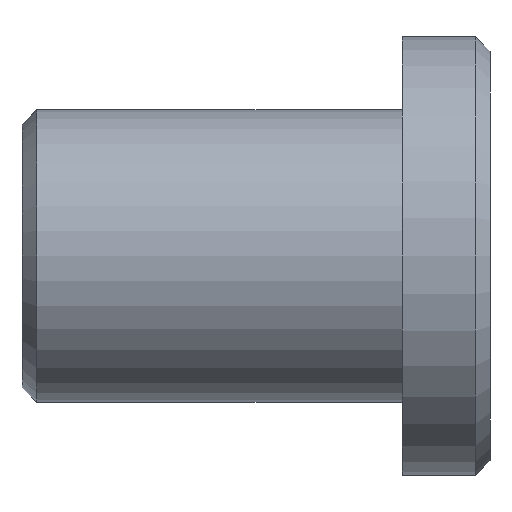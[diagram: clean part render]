
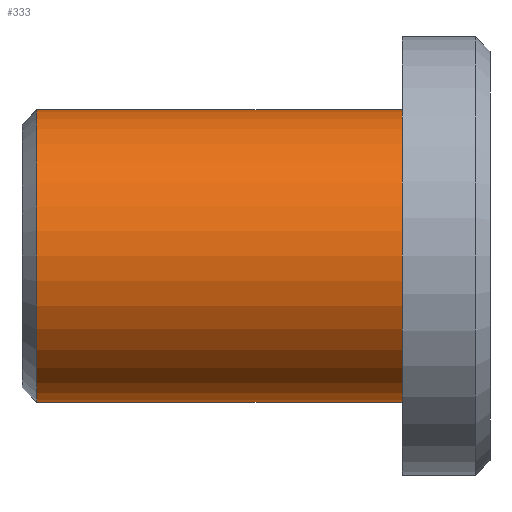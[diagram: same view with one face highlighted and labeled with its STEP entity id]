
A CAD part, front view. The second image highlights one B-rep face of the part: STEP entity #333.
In plain terms, the highlighted cylindrical face has radius 5 mm (diameter 10 mm), a partial arc.
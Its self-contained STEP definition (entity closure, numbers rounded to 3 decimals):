
#18 = CARTESIAN_POINT ( 'NONE',  ( -12.5, 0., 5. ) ) ;
#25 = DIRECTION ( 'NONE',  ( -1., 0., 0. ) ) ;
#26 = DIRECTION ( 'NONE',  ( 1., 0., 0. ) ) ;
#28 = FACE_OUTER_BOUND ( 'NONE', #319, .T. ) ;
#39 = ORIENTED_EDGE ( 'NONE', *, *, #328, .T. ) ;
#52 = CARTESIAN_POINT ( 'NONE',  ( 0., 0., -5. ) ) ;
#69 = CARTESIAN_POINT ( 'NONE',  ( -12.5, 0., -5. ) ) ;
#74 = DIRECTION ( 'NONE',  ( -1., 0., 0. ) ) ;
#109 = AXIS2_PLACEMENT_3D ( 'NONE', #184, #471, #229 ) ;
#113 = EDGE_CURVE ( 'NONE', #318, #146, #266, .T. ) ;
#137 = LINE ( 'NONE', #285, #367 ) ;
#146 = VERTEX_POINT ( 'NONE', #18 ) ;
#151 = AXIS2_PLACEMENT_3D ( 'NONE', #329, #25, #404 ) ;
#182 = ORIENTED_EDGE ( 'NONE', *, *, #113, .F. ) ;
#184 = CARTESIAN_POINT ( 'NONE',  ( -12.5, 0., 0. ) ) ;
#191 = CARTESIAN_POINT ( 'NONE',  ( 0., 0., -5. ) ) ;
#196 = VECTOR ( 'NONE', #388, 1000. ) ;
#216 = EDGE_CURVE ( 'NONE', #222, #318, #357, .T. ) ;
#222 = VERTEX_POINT ( 'NONE', #52 ) ;
#229 = DIRECTION ( 'NONE',  ( 0., 0.809, 0.588 ) ) ;
#232 = ORIENTED_EDGE ( 'NONE', *, *, #338, .F. ) ;
#236 = CIRCLE ( 'NONE', #474, 5. ) ;
#266 = CIRCLE ( 'NONE', #109, 5. ) ;
#285 = CARTESIAN_POINT ( 'NONE',  ( 0., 0., 5. ) ) ;
#318 = VERTEX_POINT ( 'NONE', #69 ) ;
#319 = EDGE_LOOP ( 'NONE', ( #460, #232, #39, #182 ) ) ;
#328 = EDGE_CURVE ( 'NONE', #448, #146, #137, .T. ) ;
#329 = CARTESIAN_POINT ( 'NONE',  ( 0., 0., 0. ) ) ;
#333 = ADVANCED_FACE ( 'NONE', ( #28 ), #356, .T. ) ;
#338 = EDGE_CURVE ( 'NONE', #448, #222, #236, .T. ) ;
#356 = CYLINDRICAL_SURFACE ( 'NONE', #151, 5. ) ;
#357 = LINE ( 'NONE', #191, #196 ) ;
#364 = DIRECTION ( 'NONE',  ( 0., 0., 1. ) ) ;
#367 = VECTOR ( 'NONE', #74, 1000. ) ;
#388 = DIRECTION ( 'NONE',  ( -1., 0., 0. ) ) ;
#404 = DIRECTION ( 'NONE',  ( 0., 0., 1. ) ) ;
#415 = CARTESIAN_POINT ( 'NONE',  ( 0., 0., 5. ) ) ;
#439 = CARTESIAN_POINT ( 'NONE',  ( 0., 0., 0. ) ) ;
#448 = VERTEX_POINT ( 'NONE', #415 ) ;
#460 = ORIENTED_EDGE ( 'NONE', *, *, #216, .F. ) ;
#471 = DIRECTION ( 'NONE',  ( -1., 0., 0. ) ) ;
#474 = AXIS2_PLACEMENT_3D ( 'NONE', #439, #26, #364 ) ;
